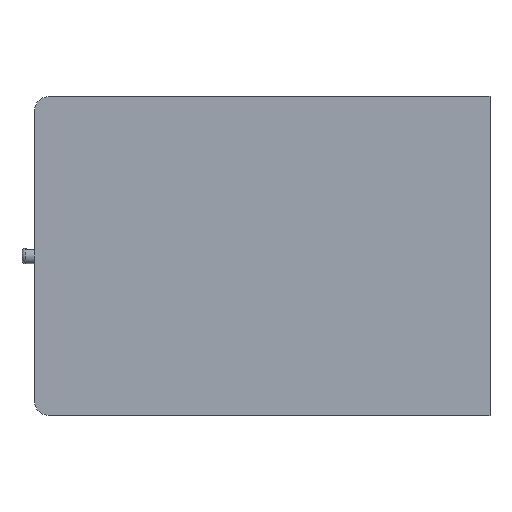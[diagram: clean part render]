
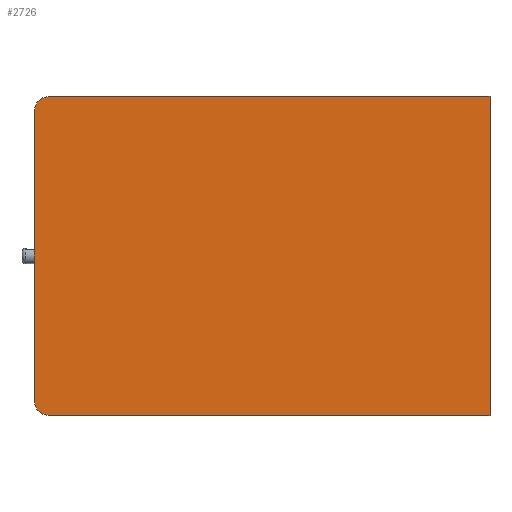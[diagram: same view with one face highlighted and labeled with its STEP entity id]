
A CAD part, front view. The second image highlights one B-rep face of the part: STEP entity #2726.
In plain terms, the highlighted planar face has unit normal (0, -1, 0).
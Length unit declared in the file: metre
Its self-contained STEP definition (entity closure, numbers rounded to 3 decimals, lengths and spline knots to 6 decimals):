
#253=CIRCLE('',#2983,0.005);
#254=CIRCLE('',#2984,0.005);
#653=ORIENTED_EDGE('',*,*,#1406,.T.);
#654=ORIENTED_EDGE('',*,*,#1407,.T.);
#655=ORIENTED_EDGE('',*,*,#1403,.T.);
#656=ORIENTED_EDGE('',*,*,#1408,.T.);
#657=ORIENTED_EDGE('',*,*,#1409,.F.);
#658=ORIENTED_EDGE('',*,*,#1410,.F.);
#1403=EDGE_CURVE('',#1742,#1743,#1923,.T.);
#1406=EDGE_CURVE('',#1744,#1745,#1926,.T.);
#1407=EDGE_CURVE('',#1745,#1742,#253,.T.);
#1408=EDGE_CURVE('',#1743,#1746,#254,.T.);
#1409=EDGE_CURVE('',#1747,#1746,#1927,.T.);
#1410=EDGE_CURVE('',#1744,#1747,#1928,.T.);
#1742=VERTEX_POINT('',#4746);
#1743=VERTEX_POINT('',#4747);
#1744=VERTEX_POINT('',#4752);
#1745=VERTEX_POINT('',#4753);
#1746=VERTEX_POINT('',#4756);
#1747=VERTEX_POINT('',#4758);
#1923=LINE('',#4745,#2147);
#1926=LINE('',#4751,#2150);
#1927=LINE('',#4757,#2151);
#1928=LINE('',#4759,#2152);
#2147=VECTOR('',#3553,1.);
#2150=VECTOR('',#3558,1.);
#2151=VECTOR('',#3563,1.);
#2152=VECTOR('',#3564,1.);
#2316=EDGE_LOOP('',(#653,#654,#655,#656,#657,#658));
#2481=FACE_BOUND('',#2316,.T.);
#2625=PLANE('',#2982);
#2726=ADVANCED_FACE('',(#2481),#2625,.T.);
#2982=AXIS2_PLACEMENT_3D('',#4750,#3556,#3557);
#2983=AXIS2_PLACEMENT_3D('',#4754,#3559,#3560);
#2984=AXIS2_PLACEMENT_3D('',#4755,#3561,#3562);
#3553=DIRECTION('',(0.,0.,-1.));
#3556=DIRECTION('',(0.,-1.,0.));
#3557=DIRECTION('',(0.,0.,-1.));
#3558=DIRECTION('',(-1.,0.,0.));
#3559=DIRECTION('',(0.,-1.,0.));
#3560=DIRECTION('',(0.,0.,-1.));
#3561=DIRECTION('',(0.,-1.,0.));
#3562=DIRECTION('',(0.,0.,-1.));
#3563=DIRECTION('',(-1.,0.,0.));
#3564=DIRECTION('',(0.,0.,-1.));
#4745=CARTESIAN_POINT('',(-0.075,-0.005,0.105));
#4746=CARTESIAN_POINT('',(-0.075,-0.005,0.1));
#4747=CARTESIAN_POINT('',(-0.075,-0.005,0.005));
#4750=CARTESIAN_POINT('',(0.,-0.005,0.105));
#4751=CARTESIAN_POINT('',(0.,-0.005,0.105));
#4752=CARTESIAN_POINT('',(0.075,-0.005,0.105));
#4753=CARTESIAN_POINT('',(-0.07,-0.005,0.105));
#4754=CARTESIAN_POINT('',(-0.07,-0.005,0.1));
#4755=CARTESIAN_POINT('',(-0.07,-0.005,0.005));
#4756=CARTESIAN_POINT('',(-0.07,-0.005,0.));
#4757=CARTESIAN_POINT('',(0.,-0.005,0.));
#4758=CARTESIAN_POINT('',(0.075,-0.005,0.));
#4759=CARTESIAN_POINT('',(0.075,-0.005,0.105));
